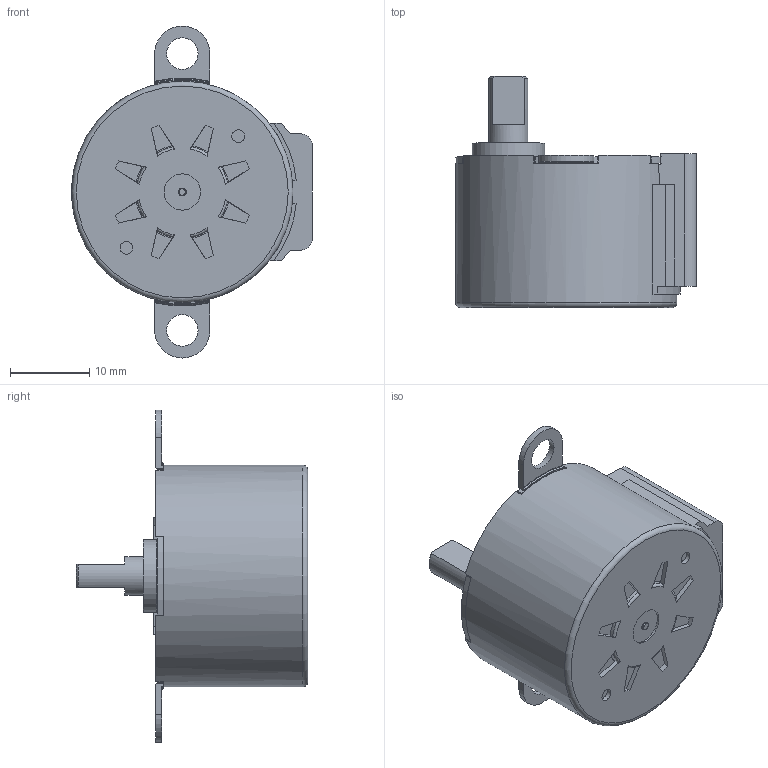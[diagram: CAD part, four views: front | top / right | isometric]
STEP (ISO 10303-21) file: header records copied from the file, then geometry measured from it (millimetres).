
FILE_DESCRIPTION(/* description */ (''),/* implementation_level */ '2;1');
FILE_NAME(/* name */ '28BYJ-48_v1.step',/* time_stamp */ '2021-12-11T14:12:18-07:00',/* author */ (''),/* organization */ (''),/* preprocessor_version */ 'ST-DEVELOPER v18.1',/* originating_system */ 'Autodesk Translation Framework v10.10.0.1391',/* authorisation */ '');
FILE_SCHEMA (('AUTOMOTIVE_DESIGN { 1 0 10303 214 3 1 1 }'));
Length unit declared in the file: millimetre
Products named in the file (1): 28BYJ-48
Bounding box: 30.46 x 29.27 x 42 mm (x, y, z)
Volume: 5771.2 mm3; surface area: 17331.5 mm2
Topology: 24 solids, 24 shells, 910 faces, 2384 edges, 1564 vertices
Faces by surface type: plane 412, cylinder 289, torus 102, bspline 96, cone 11
Full cylindrical faces by diameter (mm): 0.8 x3, 0.85 x6, 0.9 x13, 0.95 x3, 1 x10, 1.05 x1, 1.25 x2, 1.4 x8, 1.45 x3, 1.5 x3, 1.55 x4, 1.6 x12, 1.7 x1, 2.2 x3, 2.3 x2, 3.5 x1, 4 x2, 4.15 x1, 4.6 x1, 4.92 x1, 4.95 x1, 5.95 x1, 7.85 x1, 7.9 x1, 8.25 x2, 9 x1, 9.18 x1, 10.2 x1, 12 x2, 14 x2
Entity records: 31054 total; most frequent: CARTESIAN_POINT 7127, DIRECTION 4790, ORIENTED_EDGE 4768, EDGE_CURVE 2384, AXIS2_PLACEMENT_3D 1799, VERTEX_POINT 1564, LINE 1192, VECTOR 1192
